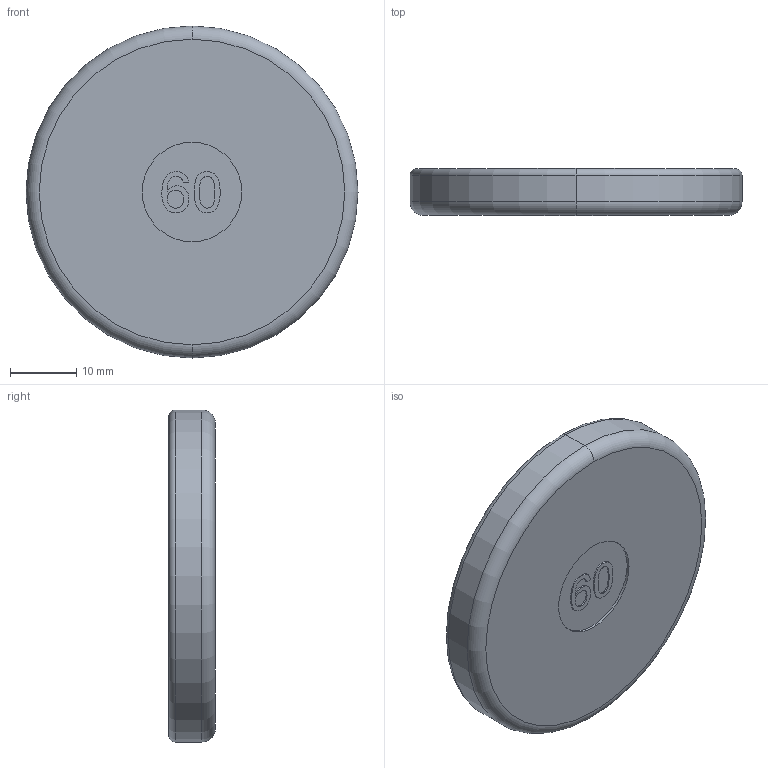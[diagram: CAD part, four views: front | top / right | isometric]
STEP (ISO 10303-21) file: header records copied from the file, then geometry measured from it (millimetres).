
FILE_DESCRIPTION (( 'STEP AP214' ), '1' );
FILE_NAME ('098dg060.STEP', '2014-08-13T08:28:38', ( '' ), ( '' ), 'SwSTEP 2.0', 'SolidWorks 2014', '' );
FILE_SCHEMA (( 'AUTOMOTIVE_DESIGN' ));
Length unit declared in the file: millimetre
Products named in the file (1): 098dg060
Bounding box: 50 x 7 x 50 mm (x, y, z)
Volume: 12633.5 mm3; surface area: 5076.4 mm2
Topology: 1 solids, 1 shells, 48 faces, 112 edges, 72 vertices
Faces by surface type: bspline 25, plane 9, torus 8, cylinder 6
Entity records: 2788 total; most frequent: CARTESIAN_POINT 1802, ORIENTED_EDGE 224, DIRECTION 138, EDGE_CURVE 112, VERTEX_POINT 72, EDGE_LOOP 54, AXIS2_PLACEMENT_3D 52, B_SPLINE_CURVE_WITH_KNOTS 50
